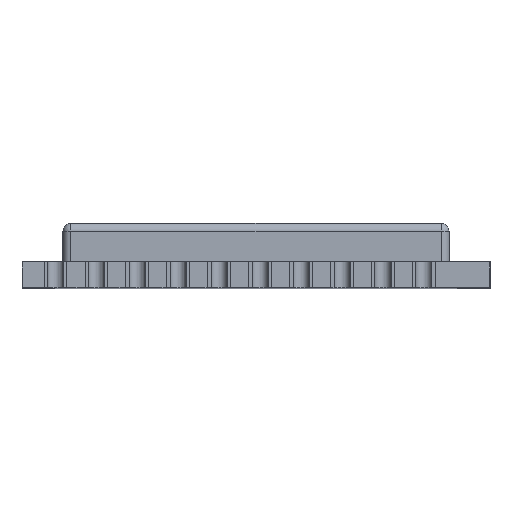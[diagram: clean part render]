
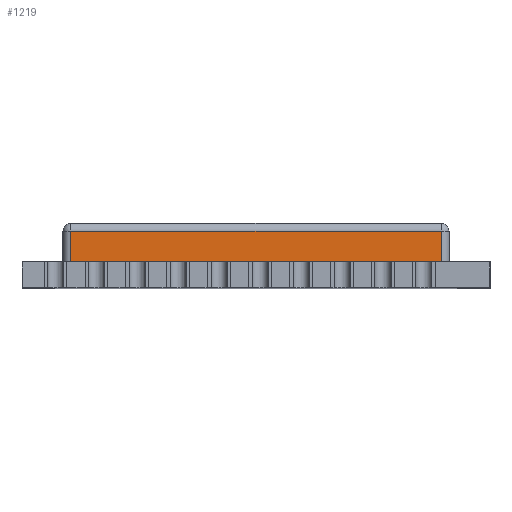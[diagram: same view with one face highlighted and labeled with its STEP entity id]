
A CAD part, top view. The second image highlights one B-rep face of the part: STEP entity #1219.
In plain terms, the highlighted planar face has unit normal (0, 0, 1).
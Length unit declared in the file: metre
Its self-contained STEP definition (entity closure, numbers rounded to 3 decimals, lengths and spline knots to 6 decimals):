
#1219 = ADVANCED_FACE( '', ( #2474 ), #2475, .F. );
#2474 = FACE_OUTER_BOUND( '', #3828, .T. );
#2475 = PLANE( '', #3829 );
#3828 = EDGE_LOOP( '', ( #6873, #6874, #6875, #6876 ) );
#3829 = AXIS2_PLACEMENT_3D( '', #6877, #6878, #6879 );
#6873 = ORIENTED_EDGE( '', *, *, #8811, .T. );
#6874 = ORIENTED_EDGE( '', *, *, #8812, .T. );
#6875 = ORIENTED_EDGE( '', *, *, #8412, .T. );
#6876 = ORIENTED_EDGE( '', *, *, #8472, .T. );
#6877 = CARTESIAN_POINT( '', ( 0.00126, 0.002, -0.00126 ) );
#6878 = DIRECTION( '', ( 0., 0., -1. ) );
#6879 = DIRECTION( '', ( -1., 0., 0. ) );
#8412 = EDGE_CURVE( '', #9895, #10305, #10307, .F. );
#8472 = EDGE_CURVE( '', #10305, #10388, #10390, .T. );
#8811 = EDGE_CURVE( '', #10388, #10806, #10807, .T. );
#8812 = EDGE_CURVE( '', #10806, #9895, #10808, .F. );
#9895 = VERTEX_POINT( '', #12288 );
#10305 = VERTEX_POINT( '', #12894 );
#10307 = LINE( '', #12896, #12897 );
#10388 = VERTEX_POINT( '', #13017 );
#10390 = LINE( '', #13019, #13020 );
#10806 = VERTEX_POINT( '', #13610 );
#10807 = LINE( '', #13611, #13612 );
#10808 = LINE( '', #13613, #13614 );
#12288 = CARTESIAN_POINT( '', ( 0.01299, 0.00175, -0.00126 ) );
#12894 = CARTESIAN_POINT( '', ( 0.00151, 0.00175, -0.00126 ) );
#12896 = CARTESIAN_POINT( '', ( 0.00126, 0.00175, -0.00126 ) );
#12897 = VECTOR( '', #14591, 1. );
#13017 = CARTESIAN_POINT( '', ( 0.00151, 0.0008, -0.00126 ) );
#13019 = CARTESIAN_POINT( '', ( 0.00151, 0.002, -0.00126 ) );
#13020 = VECTOR( '', #14640, 1. );
#13610 = CARTESIAN_POINT( '', ( 0.01299, 0.0008, -0.00126 ) );
#13611 = CARTESIAN_POINT( '', ( 0.00126, 0.0008, -0.00126 ) );
#13612 = VECTOR( '', #14926, 1. );
#13613 = CARTESIAN_POINT( '', ( 0.01299, 0.002, -0.00126 ) );
#13614 = VECTOR( '', #14927, 1. );
#14591 = DIRECTION( '', ( 1., 0., 0. ) );
#14640 = DIRECTION( '', ( 0., -1., 0. ) );
#14926 = DIRECTION( '', ( 1., 0., 0. ) );
#14927 = DIRECTION( '', ( 0., -1., 0. ) );
